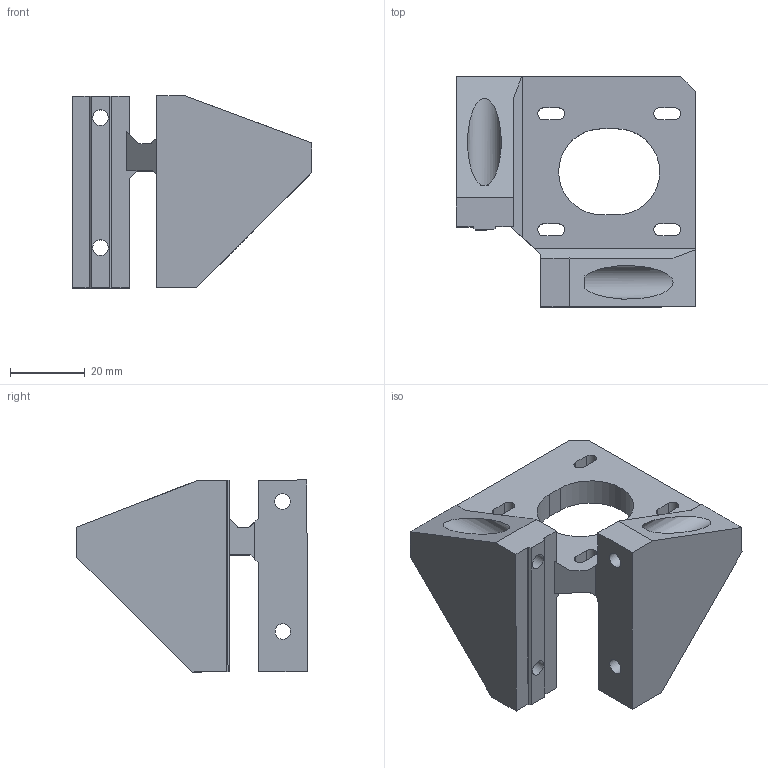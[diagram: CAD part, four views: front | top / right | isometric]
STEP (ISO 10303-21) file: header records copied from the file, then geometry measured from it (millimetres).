
FILE_DESCRIPTION(/* description */ (''),/* implementation_level */ '2;1');
FILE_NAME(/* name */ 'Console_moto_inside.stp',/* time_stamp */ '2023-01-26T14:45:19+05:00',/* author */ ('khrip'),/* organization */ (''),/* preprocessor_version */ 'ST-DEVELOPER v18.1',/* originating_system */ 'Autodesk Inventor 2022',/* authorisation */ '');
FILE_SCHEMA (('AUTOMOTIVE_DESIGN { 1 0 10303 214 3 1 1 }'));
Length unit declared in the file: millimetre
Products named in the file (1): Кронштей мотора 
внутренний левый
Bounding box: 64 x 61.61 x 51.31 mm (x, y, z)
Volume: 49575.5 mm3; surface area: 16055.4 mm2
Topology: 1 solids, 1 shells, 64 faces, 174 edges, 116 vertices
Faces by surface type: plane 46, cylinder 18
Full cylindrical faces by diameter (mm): 4.2 x4, 9 x2
Entity records: 2091 total; most frequent: CARTESIAN_POINT 355, ORIENTED_EDGE 348, DIRECTION 340, EDGE_CURVE 174, LINE 138, VECTOR 138, VERTEX_POINT 116, AXIS2_PLACEMENT_3D 101
